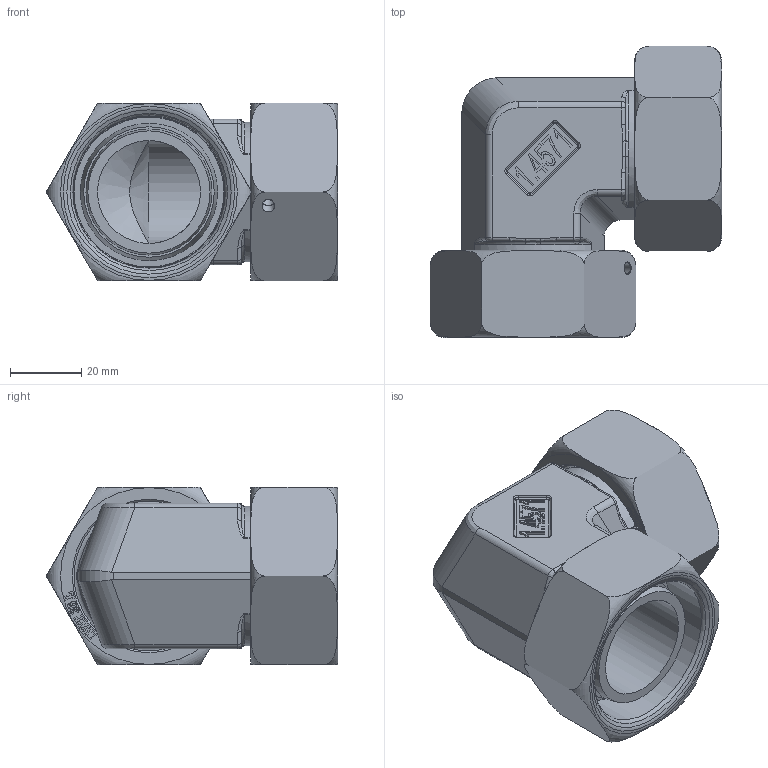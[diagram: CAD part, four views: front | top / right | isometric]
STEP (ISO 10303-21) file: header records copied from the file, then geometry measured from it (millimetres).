
FILE_DESCRIPTION(/* description */ (''),/* implementation_level */ '2;1');
FILE_NAME(/* name */ 'WKS35_TP.stp',/* time_stamp */ '2022-06-30T15:24:28+02:00',/* author */ (''),/* organization */ (''),/* preprocessor_version */ 'ST-DEVELOPER v16',/* originating_system */ 'SIEMENS PLM Software NX 10.0',/* authorisation */ '');
FILE_SCHEMA (('AP203_CONFIGURATION_CONTROLLED_3D_DESIGN_OF_MECHANICAL_PARTS_AND_ASSEMBLIES_MIM_LF { 1 0 10303 403 2 1 2}'));
Length unit declared in the file: millimetre
Products named in the file (1): jnuj183860B9a16l
Bounding box: 81.95 x 81.95 x 50 mm (x, y, z)
Volume: 94520.6 mm3; surface area: 41515.3 mm2
Topology: 3 solids, 3 shells, 754 faces, 2013 edges, 1309 vertices
Faces by surface type: plane 509, cylinder 82, bspline 56, extrusion 49, torus 44, cone 14
Full cylindrical faces by diameter (mm): 3.2 x2, 3.5 x2, 29 x2, 42.155 x2, 42.2 x2, 43 x2
Entity records: 26553 total; most frequent: CARTESIAN_POINT 10057, ORIENTED_EDGE 3920, DIRECTION 2499, EDGE_CURVE 1960, VERTEX_POINT 1292, B_SPLINE_CURVE_WITH_KNOTS 1132, AXIS2_PLACEMENT_3D 923, EDGE_LOOP 844
